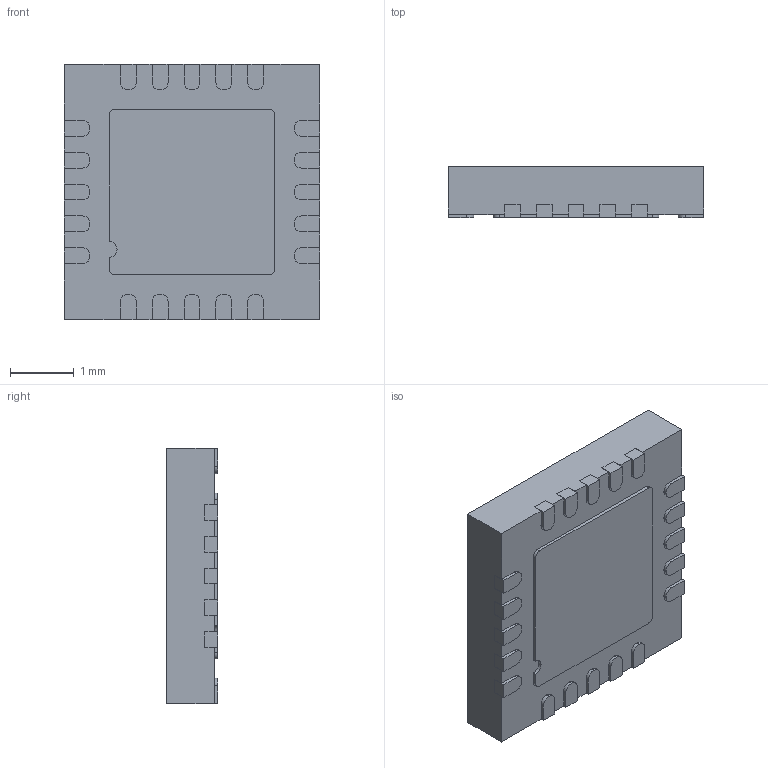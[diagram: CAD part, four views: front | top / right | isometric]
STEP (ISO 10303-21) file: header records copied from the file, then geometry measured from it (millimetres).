
FILE_DESCRIPTION (( 'STEP AP214' ), '1' );
FILE_NAME ('AD7291BCPZ-RL7.STEP', '2022-09-08T03:42:42', ( '' ), ( '' ), 'SwSTEP 2.0', 'SolidWorks 2017', '' );
FILE_SCHEMA (( 'AUTOMOTIVE_DESIGN' ));
Length unit declared in the file: millimetre
Products named in the file (1): AD7291BCPZ-RL7
Bounding box: 4 x 0.8 x 4 mm (x, y, z)
Volume: 12.4 mm3; surface area: 72 mm2
Topology: 23 solids, 23 shells, 314 faces, 798 edges, 532 vertices
Faces by surface type: plane 222, cylinder 92
Full cylindrical faces by diameter (mm): 0.3 x2
Entity records: 9668 total; most frequent: CARTESIAN_POINT 1643, DIRECTION 1610, ORIENTED_EDGE 1592, EDGE_CURVE 796, VECTOR 612, LINE 612, VERTEX_POINT 532, AXIS2_PLACEMENT_3D 499
